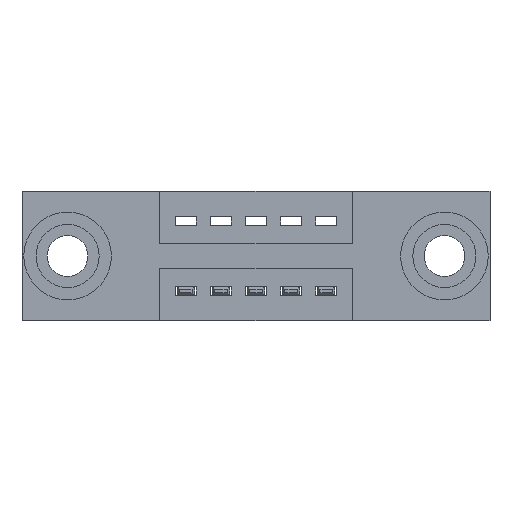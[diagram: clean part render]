
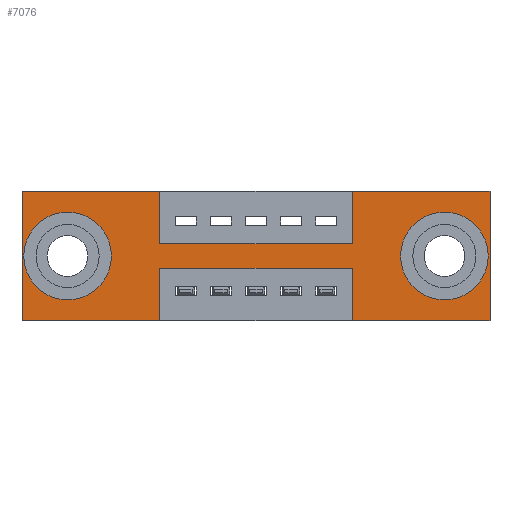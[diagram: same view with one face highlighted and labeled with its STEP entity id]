
A CAD part, front view. The second image highlights one B-rep face of the part: STEP entity #7076.
In plain terms, the highlighted planar face has unit normal (0, -1, 0).
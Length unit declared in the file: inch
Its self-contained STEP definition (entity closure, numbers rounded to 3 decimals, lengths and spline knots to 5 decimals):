
#117 = DIRECTION ( 'NONE',  ( 0., 1., 0. ) ) ;
#152 = ORIENTED_EDGE ( 'NONE', *, *, #276, .F. ) ;
#218 = ORIENTED_EDGE ( 'NONE', *, *, #4247, .F. ) ;
#226 = LINE ( 'NONE', #1714, #3887 ) ;
#276 = EDGE_CURVE ( 'NONE', #8038, #1481, #4354, .T. ) ;
#353 = DIRECTION ( 'NONE',  ( -1., 0., 0. ) ) ;
#381 = VECTOR ( 'NONE', #4628, 39.37008 ) ;
#413 = DIRECTION ( 'NONE',  ( -1., 0., 0. ) ) ;
#443 = CARTESIAN_POINT ( 'NONE',  ( 0., 0., -0.37 ) ) ;
#447 = VECTOR ( 'NONE', #3208, 39.37008 ) ;
#462 = EDGE_CURVE ( 'NONE', #5386, #5473, #6706, .T. ) ;
#506 = ORIENTED_EDGE ( 'NONE', *, *, #1166, .F. ) ;
#565 = VECTOR ( 'NONE', #4315, 39.37008 ) ;
#637 = DIRECTION ( 'NONE',  ( 0., 1., 0. ) ) ;
#685 = LINE ( 'NONE', #2221, #4006 ) ;
#759 = EDGE_CURVE ( 'NONE', #5473, #5386, #4348, .T. ) ;
#782 = VERTEX_POINT ( 'NONE', #9148 ) ;
#801 = VERTEX_POINT ( 'NONE', #9121 ) ;
#872 = VECTOR ( 'NONE', #6564, 39.37008 ) ;
#909 = AXIS2_PLACEMENT_3D ( 'NONE', #7044, #2739, #3499 ) ;
#1138 = CARTESIAN_POINT ( 'NONE',  ( 0.13, 0., -0.107 ) ) ;
#1140 = ORIENTED_EDGE ( 'NONE', *, *, #6379, .F. ) ;
#1148 = CIRCLE ( 'NONE', #5637, 0.078 ) ;
#1165 = EDGE_CURVE ( 'NONE', #8943, #6296, #4116, .T. ) ;
#1166 = EDGE_CURVE ( 'NONE', #8781, #8038, #226, .T. ) ;
#1233 = VECTOR ( 'NONE', #5444, 39.37008 ) ;
#1278 = DIRECTION ( 'NONE',  ( 0., 0., -1. ) ) ;
#1374 = EDGE_CURVE ( 'NONE', #7071, #8781, #685, .T. ) ;
#1452 = LINE ( 'NONE', #6817, #4901 ) ;
#1478 = CARTESIAN_POINT ( 'NONE',  ( 0.3925, 0., -0.15 ) ) ;
#1481 = VERTEX_POINT ( 'NONE', #3099 ) ;
#1557 = DIRECTION ( 'NONE',  ( 1., 0., 0. ) ) ;
#1578 = LINE ( 'NONE', #2610, #1233 ) ;
#1714 = CARTESIAN_POINT ( 'NONE',  ( 0.3925, 0., 0. ) ) ;
#1819 = DIRECTION ( 'NONE',  ( 0., 1., 0. ) ) ;
#1867 = FACE_BOUND ( 'NONE', #2068, .T. ) ;
#1982 = EDGE_LOOP ( 'NONE', ( #2694, #218, #6135, #2138, #6386, #8978, #1140, #152, #506, #4951, #5737, #5068 ) ) ;
#2037 = PLANE ( 'NONE',  #909 ) ;
#2068 = EDGE_LOOP ( 'NONE', ( #4102, #9093 ) ) ;
#2123 = AXIS2_PLACEMENT_3D ( 'NONE', #4638, #1819, #3245 ) ;
#2138 = ORIENTED_EDGE ( 'NONE', *, *, #4165, .F. ) ;
#2221 = CARTESIAN_POINT ( 'NONE',  ( 0., 0., 0. ) ) ;
#2297 = VERTEX_POINT ( 'NONE', #4696 ) ;
#2331 = CARTESIAN_POINT ( 'NONE',  ( 0.9425, 0., -0.22 ) ) ;
#2453 = LINE ( 'NONE', #443, #3004 ) ;
#2461 = CARTESIAN_POINT ( 'NONE',  ( 1.205, 0., -0.107 ) ) ;
#2582 = CARTESIAN_POINT ( 'NONE',  ( 0.9425, 0., 0. ) ) ;
#2610 = CARTESIAN_POINT ( 'NONE',  ( 0.3925, 0., -0.37 ) ) ;
#2694 = ORIENTED_EDGE ( 'NONE', *, *, #3611, .F. ) ;
#2719 = VECTOR ( 'NONE', #5267, 39.37008 ) ;
#2739 = DIRECTION ( 'NONE',  ( 0., -1., 0. ) ) ;
#2747 = LINE ( 'NONE', #4417, #872 ) ;
#2831 = CARTESIAN_POINT ( 'NONE',  ( 0., 0., 0. ) ) ;
#2868 = DIRECTION ( 'NONE',  ( 1., 0., 0. ) ) ;
#2901 = CARTESIAN_POINT ( 'NONE',  ( 0., 0., 0. ) ) ;
#3004 = VECTOR ( 'NONE', #413, 39.37008 ) ;
#3099 = CARTESIAN_POINT ( 'NONE',  ( 0.9425, 0., -0.15 ) ) ;
#3138 = CARTESIAN_POINT ( 'NONE',  ( 0., 0., -0.37 ) ) ;
#3208 = DIRECTION ( 'NONE',  ( 0., 0., 1. ) ) ;
#3245 = DIRECTION ( 'NONE',  ( 0., 0., -1. ) ) ;
#3270 = VERTEX_POINT ( 'NONE', #2461 ) ;
#3408 = CARTESIAN_POINT ( 'NONE',  ( 0.13, 0., -0.263 ) ) ;
#3446 = CARTESIAN_POINT ( 'NONE',  ( 0.3925, 0., -0.37 ) ) ;
#3499 = DIRECTION ( 'NONE',  ( 0., 0., -1. ) ) ;
#3611 = EDGE_CURVE ( 'NONE', #2297, #8734, #1578, .T. ) ;
#3713 = VERTEX_POINT ( 'NONE', #2582 ) ;
#3887 = VECTOR ( 'NONE', #8202, 39.37008 ) ;
#3977 = LINE ( 'NONE', #3138, #4544 ) ;
#4006 = VECTOR ( 'NONE', #1557, 39.37008 ) ;
#4016 = AXIS2_PLACEMENT_3D ( 'NONE', #5634, #637, #6387 ) ;
#4066 = CARTESIAN_POINT ( 'NONE',  ( 0.3925, 0., -0.15 ) ) ;
#4102 = ORIENTED_EDGE ( 'NONE', *, *, #462, .T. ) ;
#4116 = LINE ( 'NONE', #5262, #447 ) ;
#4150 = DIRECTION ( 'NONE',  ( 0., 1., 0. ) ) ;
#4165 = EDGE_CURVE ( 'NONE', #782, #8943, #2453, .T. ) ;
#4195 = AXIS2_PLACEMENT_3D ( 'NONE', #8676, #117, #6624 ) ;
#4247 = EDGE_CURVE ( 'NONE', #6296, #2297, #1452, .T. ) ;
#4295 = LINE ( 'NONE', #8744, #2719 ) ;
#4315 = DIRECTION ( 'NONE',  ( 1., 0., 0. ) ) ;
#4348 = CIRCLE ( 'NONE', #4016, 0.078 ) ;
#4354 = LINE ( 'NONE', #1478, #565 ) ;
#4417 = CARTESIAN_POINT ( 'NONE',  ( 0.9425, 0., 0. ) ) ;
#4544 = VECTOR ( 'NONE', #8194, 39.37008 ) ;
#4628 = DIRECTION ( 'NONE',  ( 0., 0., 1. ) ) ;
#4638 = CARTESIAN_POINT ( 'NONE',  ( 1.205, 0., -0.185 ) ) ;
#4696 = CARTESIAN_POINT ( 'NONE',  ( 0.3925, 0., -0.22 ) ) ;
#4875 = LINE ( 'NONE', #2901, #6097 ) ;
#4901 = VECTOR ( 'NONE', #353, 39.37008 ) ;
#4951 = ORIENTED_EDGE ( 'NONE', *, *, #1374, .F. ) ;
#5068 = ORIENTED_EDGE ( 'NONE', *, *, #6766, .F. ) ;
#5221 = CARTESIAN_POINT ( 'NONE',  ( 1.205, 0., -0.263 ) ) ;
#5262 = CARTESIAN_POINT ( 'NONE',  ( 0.9425, 0., -0.37 ) ) ;
#5267 = DIRECTION ( 'NONE',  ( 0., 0., -1. ) ) ;
#5356 = CARTESIAN_POINT ( 'NONE',  ( 0., 0., 0. ) ) ;
#5386 = VERTEX_POINT ( 'NONE', #1138 ) ;
#5444 = DIRECTION ( 'NONE',  ( 0., 0., -1. ) ) ;
#5473 = VERTEX_POINT ( 'NONE', #3408 ) ;
#5598 = EDGE_CURVE ( 'NONE', #3713, #8796, #4875, .T. ) ;
#5634 = CARTESIAN_POINT ( 'NONE',  ( 0.13, 0., -0.185 ) ) ;
#5637 = AXIS2_PLACEMENT_3D ( 'NONE', #5639, #4150, #1278 ) ;
#5639 = CARTESIAN_POINT ( 'NONE',  ( 1.205, 0., -0.185 ) ) ;
#5737 = ORIENTED_EDGE ( 'NONE', *, *, #8387, .F. ) ;
#5875 = ORIENTED_EDGE ( 'NONE', *, *, #7876, .T. ) ;
#5918 = CARTESIAN_POINT ( 'NONE',  ( 0.9425, 0., -0.37 ) ) ;
#6097 = VECTOR ( 'NONE', #2868, 39.37008 ) ;
#6135 = ORIENTED_EDGE ( 'NONE', *, *, #1165, .F. ) ;
#6296 = VERTEX_POINT ( 'NONE', #2331 ) ;
#6379 = EDGE_CURVE ( 'NONE', #1481, #3713, #2747, .T. ) ;
#6386 = ORIENTED_EDGE ( 'NONE', *, *, #7741, .F. ) ;
#6387 = DIRECTION ( 'NONE',  ( 0., 0., 1. ) ) ;
#6457 = CARTESIAN_POINT ( 'NONE',  ( 1.335, 0., 0. ) ) ;
#6564 = DIRECTION ( 'NONE',  ( 0., 0., 1. ) ) ;
#6568 = VERTEX_POINT ( 'NONE', #5221 ) ;
#6624 = DIRECTION ( 'NONE',  ( 0., 0., 1. ) ) ;
#6706 = CIRCLE ( 'NONE', #4195, 0.078 ) ;
#6761 = CIRCLE ( 'NONE', #2123, 0.078 ) ;
#6766 = EDGE_CURVE ( 'NONE', #8734, #801, #3977, .T. ) ;
#6817 = CARTESIAN_POINT ( 'NONE',  ( 0.3925, 0., -0.22 ) ) ;
#7044 = CARTESIAN_POINT ( 'NONE',  ( 0., 0., -0.37 ) ) ;
#7071 = VERTEX_POINT ( 'NONE', #2831 ) ;
#7076 = ADVANCED_FACE ( 'NONE', ( #8433, #1867, #8982 ), #2037, .T. ) ;
#7424 = LINE ( 'NONE', #5356, #381 ) ;
#7667 = EDGE_LOOP ( 'NONE', ( #9105, #5875 ) ) ;
#7741 = EDGE_CURVE ( 'NONE', #8796, #782, #4295, .T. ) ;
#7876 = EDGE_CURVE ( 'NONE', #6568, #3270, #6761, .T. ) ;
#8038 = VERTEX_POINT ( 'NONE', #4066 ) ;
#8194 = DIRECTION ( 'NONE',  ( -1., 0., 0. ) ) ;
#8202 = DIRECTION ( 'NONE',  ( 0., 0., -1. ) ) ;
#8387 = EDGE_CURVE ( 'NONE', #801, #7071, #7424, .T. ) ;
#8433 = FACE_BOUND ( 'NONE', #7667, .T. ) ;
#8548 = CARTESIAN_POINT ( 'NONE',  ( 0.3925, 0., 0. ) ) ;
#8676 = CARTESIAN_POINT ( 'NONE',  ( 0.13, 0., -0.185 ) ) ;
#8679 = EDGE_CURVE ( 'NONE', #3270, #6568, #1148, .T. ) ;
#8734 = VERTEX_POINT ( 'NONE', #3446 ) ;
#8744 = CARTESIAN_POINT ( 'NONE',  ( 1.335, 0., 0. ) ) ;
#8781 = VERTEX_POINT ( 'NONE', #8548 ) ;
#8796 = VERTEX_POINT ( 'NONE', #6457 ) ;
#8943 = VERTEX_POINT ( 'NONE', #5918 ) ;
#8978 = ORIENTED_EDGE ( 'NONE', *, *, #5598, .F. ) ;
#8982 = FACE_OUTER_BOUND ( 'NONE', #1982, .T. ) ;
#9093 = ORIENTED_EDGE ( 'NONE', *, *, #759, .T. ) ;
#9105 = ORIENTED_EDGE ( 'NONE', *, *, #8679, .T. ) ;
#9121 = CARTESIAN_POINT ( 'NONE',  ( 0., 0., -0.37 ) ) ;
#9148 = CARTESIAN_POINT ( 'NONE',  ( 1.335, 0., -0.37 ) ) ;
